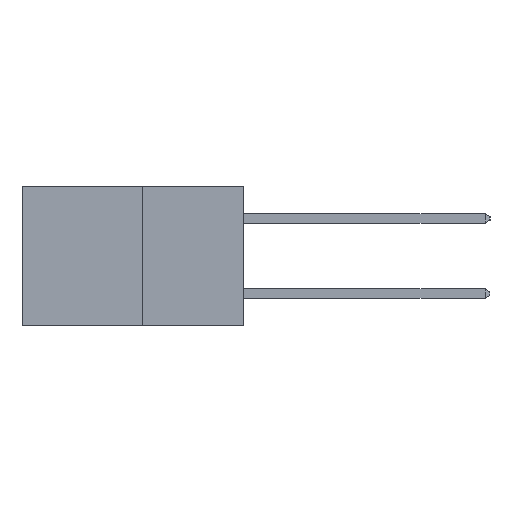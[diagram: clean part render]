
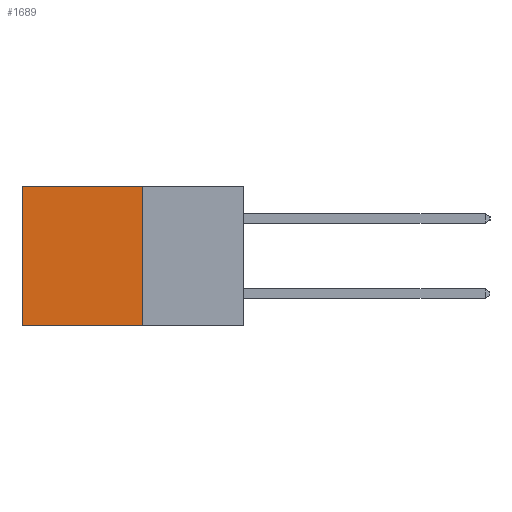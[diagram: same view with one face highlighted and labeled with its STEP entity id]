
A CAD part, left-side view. The second image highlights one B-rep face of the part: STEP entity #1689.
In plain terms, the highlighted planar face has unit normal (-1, 0, 0).
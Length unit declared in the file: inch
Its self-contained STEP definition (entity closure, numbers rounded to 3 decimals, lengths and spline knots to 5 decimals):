
#600 = LINE ( 'NONE', #5137, #9724 ) ;
#1119 = ORIENTED_EDGE ( 'NONE', *, *, #6125, .T. ) ;
#1167 = VERTEX_POINT ( 'NONE', #19996 ) ;
#1689 = ADVANCED_FACE ( 'NONE', ( #20753 ), #10668, .F. ) ;
#3203 = EDGE_CURVE ( 'NONE', #6203, #1167, #8815, .T. ) ;
#5137 = CARTESIAN_POINT ( 'NONE',  ( 0.277, 0.27, -0.37 ) ) ;
#6094 = EDGE_CURVE ( 'NONE', #9821, #18784, #12353, .T. ) ;
#6125 = EDGE_CURVE ( 'NONE', #6203, #9821, #21417, .T. ) ;
#6203 = VERTEX_POINT ( 'NONE', #17837 ) ;
#6474 = CARTESIAN_POINT ( 'NONE',  ( 0.277, 0.59, 0. ) ) ;
#6516 = ORIENTED_EDGE ( 'NONE', *, *, #16785, .F. ) ;
#6790 = CARTESIAN_POINT ( 'NONE',  ( 0.277, 0.27, -0.37 ) ) ;
#7057 = CARTESIAN_POINT ( 'NONE',  ( 0.277, 0.59, -0.37 ) ) ;
#7284 = DIRECTION ( 'NONE',  ( 0., 0., -1. ) ) ;
#7563 = VECTOR ( 'NONE', #18956, 39.37008 ) ;
#8815 = LINE ( 'NONE', #6790, #22661 ) ;
#9436 = CARTESIAN_POINT ( 'NONE',  ( 0.277, 0.27, -0.37 ) ) ;
#9724 = VECTOR ( 'NONE', #17773, 39.37008 ) ;
#9821 = VERTEX_POINT ( 'NONE', #6474 ) ;
#10668 = PLANE ( 'NONE',  #17096 ) ;
#12353 = LINE ( 'NONE', #19169, #7563 ) ;
#12902 = VECTOR ( 'NONE', #18810, 39.37008 ) ;
#16785 = EDGE_CURVE ( 'NONE', #1167, #18784, #600, .T. ) ;
#17096 = AXIS2_PLACEMENT_3D ( 'NONE', #9436, #17924, #17735 ) ;
#17735 = DIRECTION ( 'NONE',  ( 0., 0., -1. ) ) ;
#17773 = DIRECTION ( 'NONE',  ( 0., 1., 0. ) ) ;
#17837 = CARTESIAN_POINT ( 'NONE',  ( 0.277, 0.27, 0. ) ) ;
#17862 = ORIENTED_EDGE ( 'NONE', *, *, #3203, .F. ) ;
#17924 = DIRECTION ( 'NONE',  ( 1., 0., 0. ) ) ;
#18727 = CARTESIAN_POINT ( 'NONE',  ( 0.277, 0.27, 0. ) ) ;
#18784 = VERTEX_POINT ( 'NONE', #7057 ) ;
#18810 = DIRECTION ( 'NONE',  ( 0., 1., 0. ) ) ;
#18956 = DIRECTION ( 'NONE',  ( 0., 0., -1. ) ) ;
#19169 = CARTESIAN_POINT ( 'NONE',  ( 0.277, 0.59, -0.37 ) ) ;
#19996 = CARTESIAN_POINT ( 'NONE',  ( 0.277, 0.27, -0.37 ) ) ;
#20753 = FACE_OUTER_BOUND ( 'NONE', #20992, .T. ) ;
#20992 = EDGE_LOOP ( 'NONE', ( #22293, #6516, #17862, #1119 ) ) ;
#21417 = LINE ( 'NONE', #18727, #12902 ) ;
#22293 = ORIENTED_EDGE ( 'NONE', *, *, #6094, .T. ) ;
#22661 = VECTOR ( 'NONE', #7284, 39.37008 ) ;
